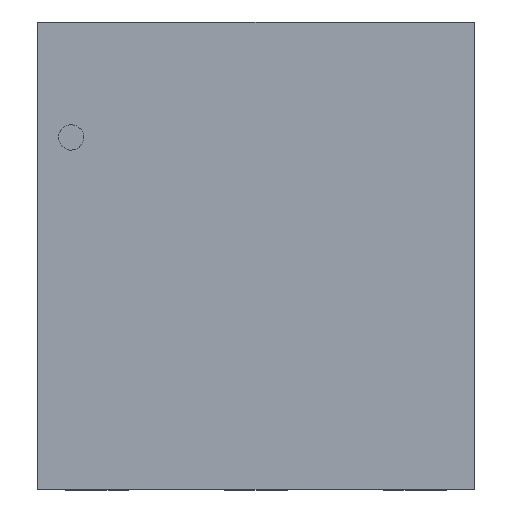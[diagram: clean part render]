
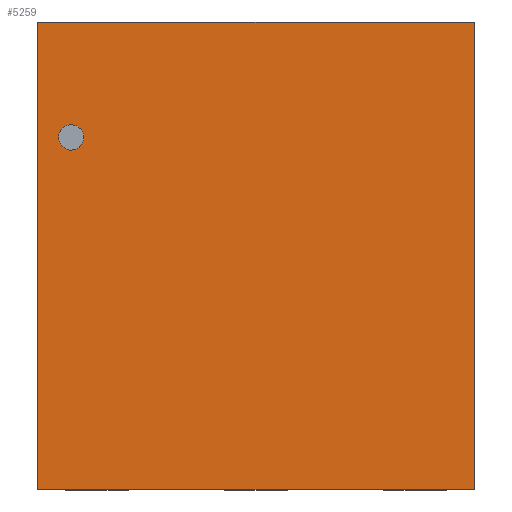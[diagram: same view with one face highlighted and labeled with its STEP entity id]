
A CAD part, top view. The second image highlights one B-rep face of the part: STEP entity #5259.
In plain terms, the highlighted planar face has unit normal (0, 0, 1).
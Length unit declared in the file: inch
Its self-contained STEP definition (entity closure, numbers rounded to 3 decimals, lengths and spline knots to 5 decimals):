
#39 = EDGE_CURVE ( 'NONE', #1394, #1091, #908, .T. ) ;
#146 = CARTESIAN_POINT ( 'NONE',  ( 0., -0.07381, 0.0315 ) ) ;
#169 = VERTEX_POINT ( 'NONE', #3533 ) ;
#228 = VERTEX_POINT ( 'NONE', #2212 ) ;
#350 = LINE ( 'NONE', #3851, #856 ) ;
#366 = CARTESIAN_POINT ( 'NONE',  ( -0.06231, 0.03843, 0.0315 ) ) ;
#438 = B_SPLINE_CURVE_WITH_KNOTS ( 'NONE', 3,
 ( #3378, #5113, #5514, #3351, #1266, #1207, #4661, #783, #366, #2087 ),
 .UNSPECIFIED., .F., .F.,
 ( 4, 2, 2, 2, 4 ),
 ( 0., 0.25, 0.5, 0.75, 1. ),
 .UNSPECIFIED. ) ;
#440 = VECTOR ( 'NONE', #4771, 39.37008 ) ;
#483 = CARTESIAN_POINT ( 'NONE',  ( -0.06188, 0.0353, 0.0315 ) ) ;
#783 = CARTESIAN_POINT ( 'NONE',  ( -0.06188, 0.03947, 0.0315 ) ) ;
#825 = EDGE_CURVE ( 'NONE', #169, #2944, #438, .T. ) ;
#856 = VECTOR ( 'NONE', #1704, 39.37008 ) ;
#908 = LINE ( 'NONE', #1177, #3551 ) ;
#1091 = VERTEX_POINT ( 'NONE', #2134 ) ;
#1115 = DIRECTION ( 'NONE',  ( -1., 0., 0. ) ) ;
#1177 = CARTESIAN_POINT ( 'NONE',  ( 0., 0.07381, 0.0315 ) ) ;
#1207 = CARTESIAN_POINT ( 'NONE',  ( -0.05936, 0.04139, 0.0315 ) ) ;
#1266 = CARTESIAN_POINT ( 'NONE',  ( -0.05726, 0.04139, 0.0315 ) ) ;
#1298 = CARTESIAN_POINT ( 'NONE',  ( -0.0604, 0.03382, 0.0315 ) ) ;
#1346 = PLANE ( 'NONE',  #5592 ) ;
#1394 = VERTEX_POINT ( 'NONE', #2720 ) ;
#1641 = ORIENTED_EDGE ( 'NONE', *, *, #2321, .F. ) ;
#1675 = VERTEX_POINT ( 'NONE', #4696 ) ;
#1704 = DIRECTION ( 'NONE',  ( 0., -1., 0. ) ) ;
#1758 = EDGE_CURVE ( 'NONE', #2944, #169, #3349, .T. ) ;
#1870 = DIRECTION ( 'NONE',  ( -1., 0., 0. ) ) ;
#2020 = ORIENTED_EDGE ( 'NONE', *, *, #2450, .F. ) ;
#2087 = CARTESIAN_POINT ( 'NONE',  ( -0.06231, 0.03739, 0.0315 ) ) ;
#2134 = CARTESIAN_POINT ( 'NONE',  ( 0.06889, 0.07381, 0.0315 ) ) ;
#2212 = CARTESIAN_POINT ( 'NONE',  ( 0.06889, -0.07381, 0.0315 ) ) ;
#2302 = CARTESIAN_POINT ( 'NONE',  ( 0., 0., 0.0315 ) ) ;
#2321 = EDGE_CURVE ( 'NONE', #1091, #228, #350, .T. ) ;
#2448 = DIRECTION ( 'NONE',  ( 0., 0., -1. ) ) ;
#2450 = EDGE_CURVE ( 'NONE', #228, #1675, #3074, .T. ) ;
#2508 = ORIENTED_EDGE ( 'NONE', *, *, #825, .F. ) ;
#2655 = CARTESIAN_POINT ( 'NONE',  ( -0.05431, 0.03739, 0.0315 ) ) ;
#2711 = CARTESIAN_POINT ( 'NONE',  ( -0.05726, 0.03339, 0.0315 ) ) ;
#2720 = CARTESIAN_POINT ( 'NONE',  ( -0.06889, 0.07381, 0.0315 ) ) ;
#2780 = EDGE_LOOP ( 'NONE', ( #1641, #4232, #4595, #2020 ) ) ;
#2944 = VERTEX_POINT ( 'NONE', #3983 ) ;
#3074 = LINE ( 'NONE', #146, #5380 ) ;
#3347 = LINE ( 'NONE', #3373, #440 ) ;
#3349 = B_SPLINE_CURVE_WITH_KNOTS ( 'NONE', 3,
 ( #4410, #3469, #483, #1298, #4330, #2711, #3552, #4434, #3924, #2655 ),
 .UNSPECIFIED., .F., .F.,
 ( 4, 2, 2, 2, 4 ),
 ( 0., 0.25, 0.5, 0.75, 1. ),
 .UNSPECIFIED. ) ;
#3351 = CARTESIAN_POINT ( 'NONE',  ( -0.05622, 0.04096, 0.0315 ) ) ;
#3373 = CARTESIAN_POINT ( 'NONE',  ( -0.06889, 0., 0.0315 ) ) ;
#3378 = CARTESIAN_POINT ( 'NONE',  ( -0.05431, 0.03739, 0.0315 ) ) ;
#3469 = CARTESIAN_POINT ( 'NONE',  ( -0.06231, 0.03634, 0.0315 ) ) ;
#3533 = CARTESIAN_POINT ( 'NONE',  ( -0.05431, 0.03739, 0.0315 ) ) ;
#3551 = VECTOR ( 'NONE', #5450, 39.37008 ) ;
#3552 = CARTESIAN_POINT ( 'NONE',  ( -0.05622, 0.03382, 0.0315 ) ) ;
#3556 = ORIENTED_EDGE ( 'NONE', *, *, #1758, .F. ) ;
#3851 = CARTESIAN_POINT ( 'NONE',  ( 0.06889, 0., 0.0315 ) ) ;
#3924 = CARTESIAN_POINT ( 'NONE',  ( -0.05431, 0.03634, 0.0315 ) ) ;
#3970 = FACE_BOUND ( 'NONE', #4252, .T. ) ;
#3983 = CARTESIAN_POINT ( 'NONE',  ( -0.06231, 0.03739, 0.0315 ) ) ;
#4232 = ORIENTED_EDGE ( 'NONE', *, *, #39, .F. ) ;
#4252 = EDGE_LOOP ( 'NONE', ( #3556, #2508 ) ) ;
#4330 = CARTESIAN_POINT ( 'NONE',  ( -0.05936, 0.03339, 0.0315 ) ) ;
#4410 = CARTESIAN_POINT ( 'NONE',  ( -0.06231, 0.03739, 0.0315 ) ) ;
#4434 = CARTESIAN_POINT ( 'NONE',  ( -0.05474, 0.0353, 0.0315 ) ) ;
#4595 = ORIENTED_EDGE ( 'NONE', *, *, #5144, .F. ) ;
#4661 = CARTESIAN_POINT ( 'NONE',  ( -0.0604, 0.04096, 0.0315 ) ) ;
#4696 = CARTESIAN_POINT ( 'NONE',  ( -0.06889, -0.07381, 0.0315 ) ) ;
#4771 = DIRECTION ( 'NONE',  ( 0., 1., 0. ) ) ;
#5113 = CARTESIAN_POINT ( 'NONE',  ( -0.05431, 0.03843, 0.0315 ) ) ;
#5144 = EDGE_CURVE ( 'NONE', #1675, #1394, #3347, .T. ) ;
#5227 = FACE_OUTER_BOUND ( 'NONE', #2780, .T. ) ;
#5259 = ADVANCED_FACE ( 'NONE', ( #3970, #5227 ), #1346, .F. ) ;
#5380 = VECTOR ( 'NONE', #1870, 39.37008 ) ;
#5450 = DIRECTION ( 'NONE',  ( 1., 0., 0. ) ) ;
#5514 = CARTESIAN_POINT ( 'NONE',  ( -0.05474, 0.03947, 0.0315 ) ) ;
#5592 = AXIS2_PLACEMENT_3D ( 'NONE', #2302, #2448, #1115 ) ;
